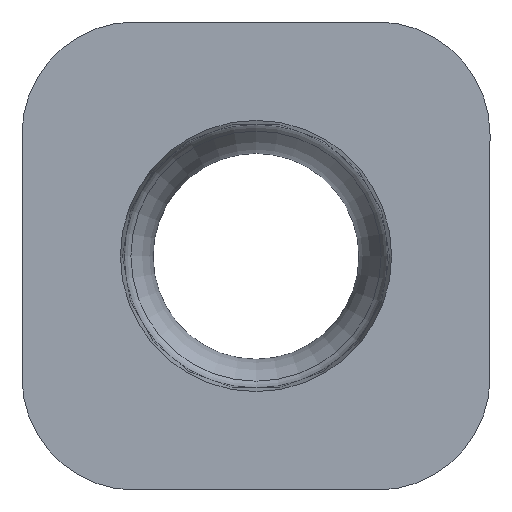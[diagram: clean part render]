
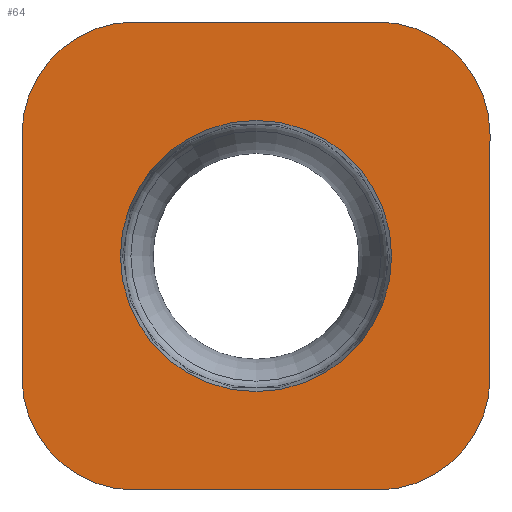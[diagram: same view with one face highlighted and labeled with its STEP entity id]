
A CAD part, top view. The second image highlights one B-rep face of the part: STEP entity #64.
In plain terms, the highlighted planar face has unit normal (0, 0, 1).
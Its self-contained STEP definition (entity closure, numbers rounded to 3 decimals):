
#38=FACE_BOUND('',#91,.T.);
#39=FACE_BOUND('',#92,.T.);
#54=PLANE('',#303);
#64=ADVANCED_FACE('',(#38,#39),#54,.T.);
#91=EDGE_LOOP('',(#167));
#92=EDGE_LOOP('',(#168,#169,#170,#171,#172,#173,#174,#175));
#112=LINE('',#517,#128);
#114=LINE('',#520,#130);
#116=LINE('',#523,#132);
#118=LINE('',#526,#134);
#128=VECTOR('',#352,1.);
#130=VECTOR('',#356,1.);
#132=VECTOR('',#360,1.);
#134=VECTOR('',#364,1.);
#167=ORIENTED_EDGE('',*,*,#238,.F.);
#168=ORIENTED_EDGE('',*,*,#220,.T.);
#169=ORIENTED_EDGE('',*,*,#231,.F.);
#170=ORIENTED_EDGE('',*,*,#224,.T.);
#171=ORIENTED_EDGE('',*,*,#233,.F.);
#172=ORIENTED_EDGE('',*,*,#228,.T.);
#173=ORIENTED_EDGE('',*,*,#235,.F.);
#174=ORIENTED_EDGE('',*,*,#216,.T.);
#175=ORIENTED_EDGE('',*,*,#237,.F.);
#195=VERTEX_POINT('',#484);
#196=VERTEX_POINT('',#486);
#199=VERTEX_POINT('',#493);
#200=VERTEX_POINT('',#495);
#203=VERTEX_POINT('',#502);
#204=VERTEX_POINT('',#504);
#207=VERTEX_POINT('',#511);
#208=VERTEX_POINT('',#513);
#209=VERTEX_POINT('',#529);
#216=EDGE_CURVE('',#196,#195,#244,.T.);
#220=EDGE_CURVE('',#200,#199,#246,.T.);
#224=EDGE_CURVE('',#204,#203,#248,.T.);
#228=EDGE_CURVE('',#208,#207,#250,.T.);
#231=EDGE_CURVE('',#204,#199,#112,.T.);
#233=EDGE_CURVE('',#208,#203,#114,.T.);
#235=EDGE_CURVE('',#196,#207,#116,.T.);
#237=EDGE_CURVE('',#200,#195,#118,.T.);
#238=EDGE_CURVE('',#209,#209,#251,.T.);
#244=CIRCLE('',#287,1.2);
#246=CIRCLE('',#290,1.2);
#248=CIRCLE('',#293,1.2);
#250=CIRCLE('',#296,1.2);
#251=CIRCLE('',#302,1.449);
#287=AXIS2_PLACEMENT_3D('',#485,#322,#323);
#290=AXIS2_PLACEMENT_3D('',#494,#330,#331);
#293=AXIS2_PLACEMENT_3D('',#503,#338,#339);
#296=AXIS2_PLACEMENT_3D('',#512,#346,#347);
#302=AXIS2_PLACEMENT_3D('',#528,#367,#368);
#303=AXIS2_PLACEMENT_3D('',#530,#369,#370);
#322=DIRECTION('',(0.,0.,1.));
#323=DIRECTION('',(1.,0.,0.));
#330=DIRECTION('',(0.,0.,1.));
#331=DIRECTION('',(1.,0.,0.));
#338=DIRECTION('',(0.,0.,1.));
#339=DIRECTION('',(1.,0.,0.));
#346=DIRECTION('',(0.,0.,1.));
#347=DIRECTION('',(1.,0.,0.));
#352=DIRECTION('',(-1.,0.,0.));
#356=DIRECTION('',(0.,-1.,0.));
#360=DIRECTION('',(1.,0.,0.));
#364=DIRECTION('',(0.,1.,0.));
#367=DIRECTION('',(0.,0.,1.));
#368=DIRECTION('',(1.,0.,0.));
#369=DIRECTION('',(0.,0.,1.));
#370=DIRECTION('',(1.,0.,0.));
#484=CARTESIAN_POINT('',(-2.5,1.3,0.));
#485=CARTESIAN_POINT('',(-1.3,1.3,0.));
#486=CARTESIAN_POINT('',(-1.3,2.5,0.));
#493=CARTESIAN_POINT('',(-1.3,-2.5,0.));
#494=CARTESIAN_POINT('',(-1.3,-1.3,0.));
#495=CARTESIAN_POINT('',(-2.5,-1.3,0.));
#502=CARTESIAN_POINT('',(2.5,-1.3,0.));
#503=CARTESIAN_POINT('',(1.3,-1.3,0.));
#504=CARTESIAN_POINT('',(1.3,-2.5,0.));
#511=CARTESIAN_POINT('',(1.3,2.5,0.));
#512=CARTESIAN_POINT('',(1.3,1.3,0.));
#513=CARTESIAN_POINT('',(2.5,1.3,0.));
#517=CARTESIAN_POINT('',(16.,-2.5,0.));
#520=CARTESIAN_POINT('',(2.5,16.,0.));
#523=CARTESIAN_POINT('',(16.,2.5,0.));
#526=CARTESIAN_POINT('',(-2.5,-16.,0.));
#528=CARTESIAN_POINT('',(0.,0.,0.));
#529=CARTESIAN_POINT('',(1.449,0.,0.));
#530=CARTESIAN_POINT('',(-1.3,-1.3,0.));
